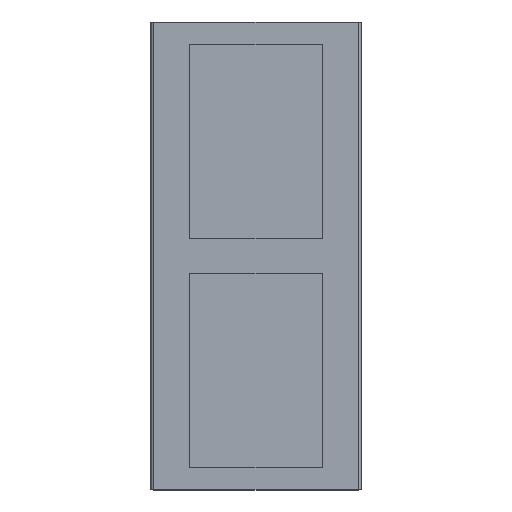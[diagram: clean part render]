
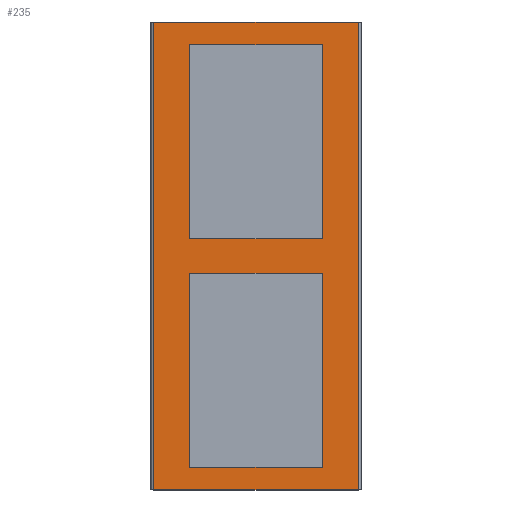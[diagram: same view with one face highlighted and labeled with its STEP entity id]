
A CAD part, top view. The second image highlights one B-rep face of the part: STEP entity #235.
In plain terms, the highlighted planar face has unit normal (0, 0, 1).
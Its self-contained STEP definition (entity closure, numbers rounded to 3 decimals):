
#9 = CARTESIAN_POINT ( 'NONE',  ( -12.5, -39.75, 1.5 ) ) ;
#27 = VERTEX_POINT ( 'NONE', #608 ) ;
#31 = DIRECTION ( 'NONE',  ( 0., 0., 1. ) ) ;
#33 = ORIENTED_EDGE ( 'NONE', *, *, #319, .F. ) ;
#36 = VECTOR ( 'NONE', #648, 1000. ) ;
#38 = EDGE_LOOP ( 'NONE', ( #510, #291, #572, #401 ) ) ;
#48 = VERTEX_POINT ( 'NONE', #281 ) ;
#50 = DIRECTION ( 'NONE',  ( 1., 0., 0. ) ) ;
#63 = CARTESIAN_POINT ( 'NONE',  ( -12.5, -39.75, 1.5 ) ) ;
#65 = VERTEX_POINT ( 'NONE', #442 ) ;
#69 = CARTESIAN_POINT ( 'NONE',  ( 12.5, -39.75, 1.5 ) ) ;
#71 = VERTEX_POINT ( 'NONE', #514 ) ;
#81 = LINE ( 'NONE', #9, #771 ) ;
#94 = EDGE_LOOP ( 'NONE', ( #33, #866, #144, #959 ) ) ;
#97 = EDGE_CURVE ( 'NONE', #816, #71, #890, .T. ) ;
#108 = CARTESIAN_POINT ( 'NONE',  ( 12.5, 3.25, 1.5 ) ) ;
#144 = ORIENTED_EDGE ( 'NONE', *, *, #303, .F. ) ;
#154 = VERTEX_POINT ( 'NONE', #602 ) ;
#159 = LINE ( 'NONE', #767, #823 ) ;
#189 = EDGE_CURVE ( 'NONE', #71, #48, #159, .T. ) ;
#196 = PLANE ( 'NONE',  #709 ) ;
#217 = VERTEX_POINT ( 'NONE', #471 ) ;
#235 = ADVANCED_FACE ( 'NONE', ( #278, #809, #344 ), #196, .T. ) ;
#240 = VECTOR ( 'NONE', #666, 1000. ) ;
#251 = LINE ( 'NONE', #567, #517 ) ;
#255 = EDGE_LOOP ( 'NONE', ( #328, #678, #679, #684 ) ) ;
#274 = VERTEX_POINT ( 'NONE', #69 ) ;
#278 = FACE_BOUND ( 'NONE', #38, .T. ) ;
#281 = CARTESIAN_POINT ( 'NONE',  ( -12.5, 3.25, 1.5 ) ) ;
#289 = EDGE_CURVE ( 'NONE', #65, #816, #794, .T. ) ;
#290 = CARTESIAN_POINT ( 'NONE',  ( -12.5, 39.75, 1.5 ) ) ;
#291 = ORIENTED_EDGE ( 'NONE', *, *, #871, .F. ) ;
#303 = EDGE_CURVE ( 'NONE', #496, #367, #335, .T. ) ;
#315 = DIRECTION ( 'NONE',  ( 1., 0., 0. ) ) ;
#319 = EDGE_CURVE ( 'NONE', #274, #27, #779, .T. ) ;
#328 = ORIENTED_EDGE ( 'NONE', *, *, #877, .T. ) ;
#335 = LINE ( 'NONE', #637, #36 ) ;
#344 = FACE_OUTER_BOUND ( 'NONE', #255, .T. ) ;
#350 = EDGE_CURVE ( 'NONE', #217, #378, #543, .T. ) ;
#367 = VERTEX_POINT ( 'NONE', #63 ) ;
#378 = VERTEX_POINT ( 'NONE', #441 ) ;
#380 = LINE ( 'NONE', #845, #829 ) ;
#383 = DIRECTION ( 'NONE',  ( 0., -1., 0. ) ) ;
#389 = CARTESIAN_POINT ( 'NONE',  ( 19.25, 44., 1.5 ) ) ;
#401 = ORIENTED_EDGE ( 'NONE', *, *, #97, .F. ) ;
#408 = CARTESIAN_POINT ( 'NONE',  ( -12.5, -3.25, 1.5 ) ) ;
#409 = EDGE_CURVE ( 'NONE', #367, #274, #81, .T. ) ;
#429 = LINE ( 'NONE', #893, #240 ) ;
#441 = CARTESIAN_POINT ( 'NONE',  ( 19.25, 44., 1.5 ) ) ;
#442 = CARTESIAN_POINT ( 'NONE',  ( 12.5, 3.25, 1.5 ) ) ;
#443 = VECTOR ( 'NONE', #50, 1000. ) ;
#445 = EDGE_CURVE ( 'NONE', #378, #154, #429, .T. ) ;
#470 = VECTOR ( 'NONE', #819, 1000. ) ;
#471 = CARTESIAN_POINT ( 'NONE',  ( 19.25, -44., 1.5 ) ) ;
#475 = DIRECTION ( 'NONE',  ( 1., 0., 0. ) ) ;
#480 = EDGE_CURVE ( 'NONE', #27, #496, #854, .T. ) ;
#496 = VERTEX_POINT ( 'NONE', #408 ) ;
#510 = ORIENTED_EDGE ( 'NONE', *, *, #289, .F. ) ;
#514 = CARTESIAN_POINT ( 'NONE',  ( -12.5, 39.75, 1.5 ) ) ;
#517 = VECTOR ( 'NONE', #864, 1000. ) ;
#543 = LINE ( 'NONE', #389, #808 ) ;
#567 = CARTESIAN_POINT ( 'NONE',  ( -19.25, -44., 1.5 ) ) ;
#572 = ORIENTED_EDGE ( 'NONE', *, *, #189, .F. ) ;
#585 = VECTOR ( 'NONE', #626, 1000. ) ;
#598 = EDGE_CURVE ( 'NONE', #154, #804, #251, .T. ) ;
#602 = CARTESIAN_POINT ( 'NONE',  ( -19.25, 44., 1.5 ) ) ;
#604 = CARTESIAN_POINT ( 'NONE',  ( -12.5, -3.25, 1.5 ) ) ;
#608 = CARTESIAN_POINT ( 'NONE',  ( 12.5, -3.25, 1.5 ) ) ;
#626 = DIRECTION ( 'NONE',  ( 0., 1., 0. ) ) ;
#632 = CARTESIAN_POINT ( 'NONE',  ( 12.5, -39.75, 1.5 ) ) ;
#637 = CARTESIAN_POINT ( 'NONE',  ( -12.5, -39.75, 1.5 ) ) ;
#643 = CARTESIAN_POINT ( 'NONE',  ( 19.75, -44., 1.5 ) ) ;
#648 = DIRECTION ( 'NONE',  ( 0., -1., 0. ) ) ;
#664 = VECTOR ( 'NONE', #755, 1000. ) ;
#666 = DIRECTION ( 'NONE',  ( -1., 0., 0. ) ) ;
#678 = ORIENTED_EDGE ( 'NONE', *, *, #350, .T. ) ;
#679 = ORIENTED_EDGE ( 'NONE', *, *, #445, .T. ) ;
#684 = ORIENTED_EDGE ( 'NONE', *, *, #598, .T. ) ;
#709 = AXIS2_PLACEMENT_3D ( 'NONE', #858, #31, #813 ) ;
#720 = DIRECTION ( 'NONE',  ( 0., 1., 0. ) ) ;
#742 = LINE ( 'NONE', #643, #443 ) ;
#755 = DIRECTION ( 'NONE',  ( -1., 0., 0. ) ) ;
#767 = CARTESIAN_POINT ( 'NONE',  ( -12.5, 3.25, 1.5 ) ) ;
#771 = VECTOR ( 'NONE', #315, 1000. ) ;
#779 = LINE ( 'NONE', #632, #585 ) ;
#794 = LINE ( 'NONE', #108, #836 ) ;
#804 = VERTEX_POINT ( 'NONE', #857 ) ;
#808 = VECTOR ( 'NONE', #844, 1000. ) ;
#809 = FACE_BOUND ( 'NONE', #94, .T. ) ;
#813 = DIRECTION ( 'NONE',  ( 1., 0., 0. ) ) ;
#816 = VERTEX_POINT ( 'NONE', #855 ) ;
#819 = DIRECTION ( 'NONE',  ( -1., 0., 0. ) ) ;
#823 = VECTOR ( 'NONE', #383, 1000. ) ;
#829 = VECTOR ( 'NONE', #475, 1000. ) ;
#836 = VECTOR ( 'NONE', #720, 1000. ) ;
#844 = DIRECTION ( 'NONE',  ( 0., 1., 0. ) ) ;
#845 = CARTESIAN_POINT ( 'NONE',  ( -12.5, 3.25, 1.5 ) ) ;
#854 = LINE ( 'NONE', #604, #664 ) ;
#855 = CARTESIAN_POINT ( 'NONE',  ( 12.5, 39.75, 1.5 ) ) ;
#857 = CARTESIAN_POINT ( 'NONE',  ( -19.25, -44., 1.5 ) ) ;
#858 = CARTESIAN_POINT ( 'NONE',  ( 0., 0., 1.5 ) ) ;
#864 = DIRECTION ( 'NONE',  ( 0., -1., 0. ) ) ;
#866 = ORIENTED_EDGE ( 'NONE', *, *, #409, .F. ) ;
#871 = EDGE_CURVE ( 'NONE', #48, #65, #380, .T. ) ;
#877 = EDGE_CURVE ( 'NONE', #804, #217, #742, .T. ) ;
#890 = LINE ( 'NONE', #290, #470 ) ;
#893 = CARTESIAN_POINT ( 'NONE',  ( 19.75, 44., 1.5 ) ) ;
#959 = ORIENTED_EDGE ( 'NONE', *, *, #480, .F. ) ;
